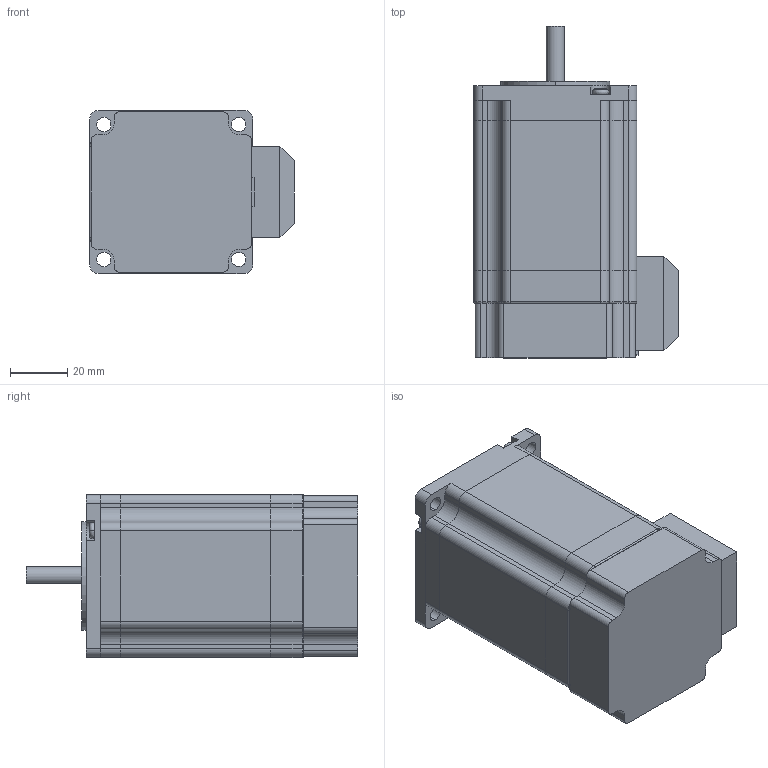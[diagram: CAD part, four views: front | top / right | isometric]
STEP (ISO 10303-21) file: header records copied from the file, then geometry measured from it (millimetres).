
FILE_DESCRIPTION (( 'STEP AP214' ), '1' );
FILE_NAME ('57HS76ES-S.STEP', '2023-10-10T11:44:19', ( '' ), ( '' ), 'SwSTEP 2.0', 'SolidWorks 2021', '' );
FILE_SCHEMA (( 'AUTOMOTIVE_DESIGN' ));
Length unit declared in the file: millimetre
Products named in the file (7): 57__76.STEP; M3x71.STEP; 57__6.35.STEP; 57敕遠綴裔; 57HS7630A4.STEP; 57HS76ES-S; 57____.STEP
Assembly tree (9 placements, depth 3):
  57HS76ES-S
    57HS7630A4.STEP
      57____.STEP
      57__6.35.STEP
      57__76.STEP
      M3x71.STEP  x4
    57敕遠綴裔
Bounding box: 71.5 x 116 x 57 mm (x, y, z)
Volume: 251383.3 mm3; surface area: 55961.5 mm2
Topology: 8 solids, 8 shells, 347 faces, 896 edges, 578 vertices
Faces by surface type: cylinder 152, plane 149, torus 30, cone 8, bspline 8
Entity records: 8591 total; most frequent: DIRECTION 1532, CARTESIAN_POINT 1449, ORIENTED_EDGE 1390, EDGE_CURVE 695, AXIS2_PLACEMENT_3D 563, VERTEX_POINT 446, LINE 406, VECTOR 406
